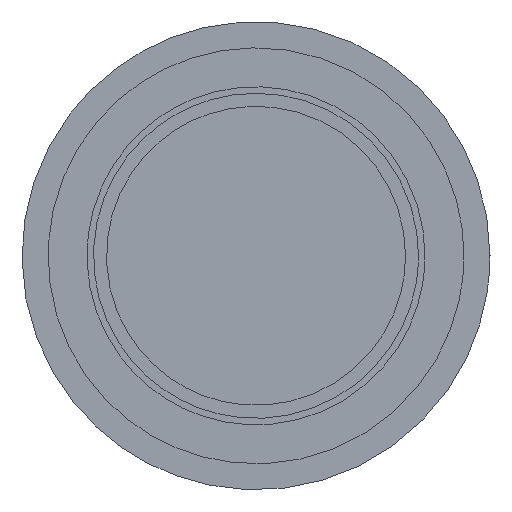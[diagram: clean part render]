
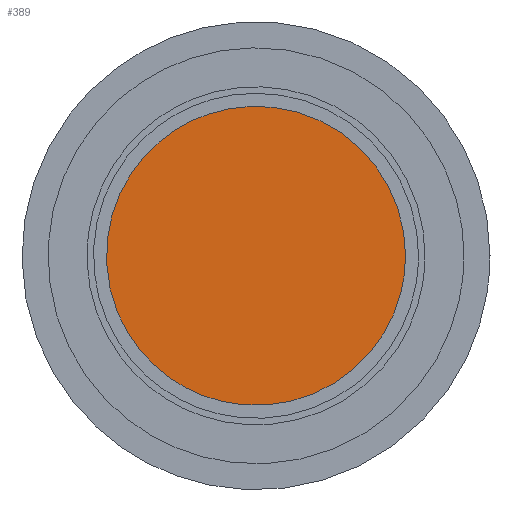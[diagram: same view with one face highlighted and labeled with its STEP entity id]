
A CAD part, left-side view. The second image highlights one B-rep face of the part: STEP entity #389.
In plain terms, the highlighted free-form (B-spline) face has degree [1, 1] with [2, 2] control points.
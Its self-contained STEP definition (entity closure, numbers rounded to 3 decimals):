
#352 = EDGE_CURVE('',#353,#353,#355,.T.);
#353 = VERTEX_POINT('',#354);
#354 = CARTESIAN_POINT('',(55.316,34.075,
    35.615));
#355 = ( BOUNDED_CURVE() B_SPLINE_CURVE(2,(#356,#357,#358,#359,#360,#361
,#362),.UNSPECIFIED.,.T.,.F.) B_SPLINE_CURVE_WITH_KNOTS((3,2,2,3),(
    4.712,6.807,8.901,10.996),
.PIECEWISE_BEZIER_KNOTS.) CURVE() GEOMETRIC_REPRESENTATION_ITEM() 
RATIONAL_B_SPLINE_CURVE((1.,0.5,1.,0.5,1.,0.5,1.)) REPRESENTATION_ITEM(
  '') );
#356 = CARTESIAN_POINT('',(55.316,34.075,
    35.615));
#357 = CARTESIAN_POINT('',(55.316,34.075,
    57.362));
#358 = CARTESIAN_POINT('',(55.316,52.908,
    46.488));
#359 = CARTESIAN_POINT('',(55.316,71.741,
    35.615));
#360 = CARTESIAN_POINT('',(55.316,52.908,
    24.742));
#361 = CARTESIAN_POINT('',(55.316,34.075,
    13.869));
#362 = CARTESIAN_POINT('',(55.316,34.075,
    35.615));
#389 = ADVANCED_FACE('',(#390),#393,.T.);
#390 = FACE_BOUND('',#391,.T.);
#391 = EDGE_LOOP('',(#392));
#392 = ORIENTED_EDGE('',*,*,#352,.T.);
#393 = B_SPLINE_SURFACE_WITH_KNOTS('',1,1,(
    (#394,#395)
    ,(#396,#397
    )),.UNSPECIFIED.,.F.,.F.,.F.,(2,2),(2,2),(-12.805,12.805),(
    -12.805,12.805),.PIECEWISE_BEZIER_KNOTS.);
#394 = CARTESIAN_POINT('',(55.316,34.075,
    23.06));
#395 = CARTESIAN_POINT('',(55.316,59.185,
    23.06));
#396 = CARTESIAN_POINT('',(55.316,34.075,
    48.171));
#397 = CARTESIAN_POINT('',(55.316,59.185,
    48.171));
